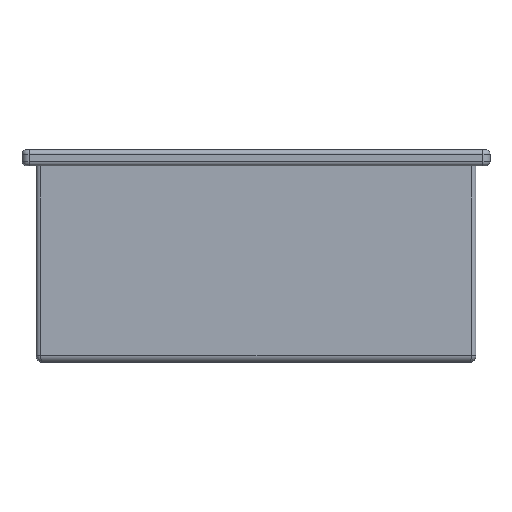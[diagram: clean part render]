
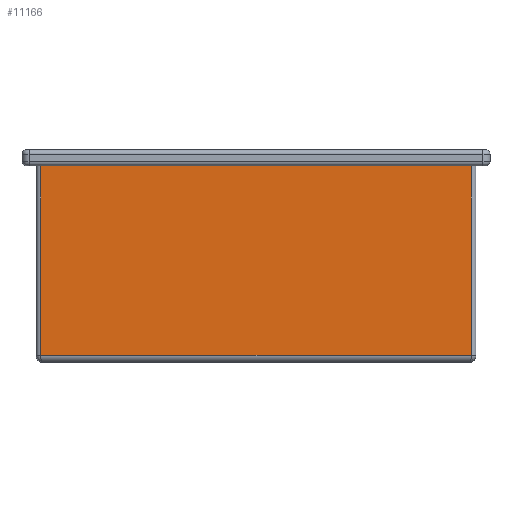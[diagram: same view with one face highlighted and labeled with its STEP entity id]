
A CAD part, front view. The second image highlights one B-rep face of the part: STEP entity #11166.
In plain terms, the highlighted planar face has unit normal (0, -1, 0).
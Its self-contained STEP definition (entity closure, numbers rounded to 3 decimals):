
#146 = PLANE ( 'NONE',  #1056 ) ;
#268 = VERTEX_POINT ( 'NONE', #8063 ) ;
#290 = CARTESIAN_POINT ( 'NONE',  ( 2.2, -3.38, -8.8 ) ) ;
#1042 = DIRECTION ( 'NONE',  ( 0., 0., -1. ) ) ;
#1056 = AXIS2_PLACEMENT_3D ( 'NONE', #4531, #6298, #1042 ) ;
#1161 = VECTOR ( 'NONE', #6110, 1000. ) ;
#1385 = DIRECTION ( 'NONE',  ( 1., 0., 0. ) ) ;
#1888 = VECTOR ( 'NONE', #4232, 1000. ) ;
#2078 = ORIENTED_EDGE ( 'NONE', *, *, #5031, .T. ) ;
#2479 = CARTESIAN_POINT ( 'NONE',  ( 2.4, -3.38, -0.7 ) ) ;
#2613 = EDGE_CURVE ( 'NONE', #268, #6823, #6831, .T. ) ;
#2892 = ORIENTED_EDGE ( 'NONE', *, *, #2613, .T. ) ;
#3284 = CARTESIAN_POINT ( 'NONE',  ( -16.2, -3.38, -0.7 ) ) ;
#4114 = VECTOR ( 'NONE', #1385, 1000. ) ;
#4131 = ORIENTED_EDGE ( 'NONE', *, *, #11043, .F. ) ;
#4232 = DIRECTION ( 'NONE',  ( -1., 0., 0. ) ) ;
#4531 = CARTESIAN_POINT ( 'NONE',  ( -2., -3.38, -8.7 ) ) ;
#4595 = CARTESIAN_POINT ( 'NONE',  ( 2.2, -3.38, -8.7 ) ) ;
#5031 = EDGE_CURVE ( 'NONE', #11387, #9361, #8787, .T. ) ;
#5226 = CARTESIAN_POINT ( 'NONE',  ( -16.2, -3.38, -8.7 ) ) ;
#5877 = CARTESIAN_POINT ( 'NONE',  ( -16.2, -3.38, -8.8 ) ) ;
#6110 = DIRECTION ( 'NONE',  ( 0., 0., 1. ) ) ;
#6298 = DIRECTION ( 'NONE',  ( 0., -1., 0. ) ) ;
#6373 = DIRECTION ( 'NONE',  ( 0., 0., 1. ) ) ;
#6823 = VERTEX_POINT ( 'NONE', #3284 ) ;
#6831 = LINE ( 'NONE', #2479, #1888 ) ;
#7004 = ORIENTED_EDGE ( 'NONE', *, *, #9802, .T. ) ;
#7224 = VECTOR ( 'NONE', #6373, 1000. ) ;
#7529 = CARTESIAN_POINT ( 'NONE',  ( -2., -3.38, -8.8 ) ) ;
#8063 = CARTESIAN_POINT ( 'NONE',  ( 2.2, -3.38, -0.7 ) ) ;
#8415 = EDGE_LOOP ( 'NONE', ( #4131, #2078, #7004, #2892 ) ) ;
#8787 = LINE ( 'NONE', #7529, #4114 ) ;
#9146 = FACE_OUTER_BOUND ( 'NONE', #8415, .T. ) ;
#9361 = VERTEX_POINT ( 'NONE', #290 ) ;
#9563 = LINE ( 'NONE', #4595, #7224 ) ;
#9802 = EDGE_CURVE ( 'NONE', #9361, #268, #9563, .T. ) ;
#10491 = LINE ( 'NONE', #5226, #1161 ) ;
#11043 = EDGE_CURVE ( 'NONE', #11387, #6823, #10491, .T. ) ;
#11166 = ADVANCED_FACE ( 'NONE', ( #9146 ), #146, .T. ) ;
#11387 = VERTEX_POINT ( 'NONE', #5877 ) ;
